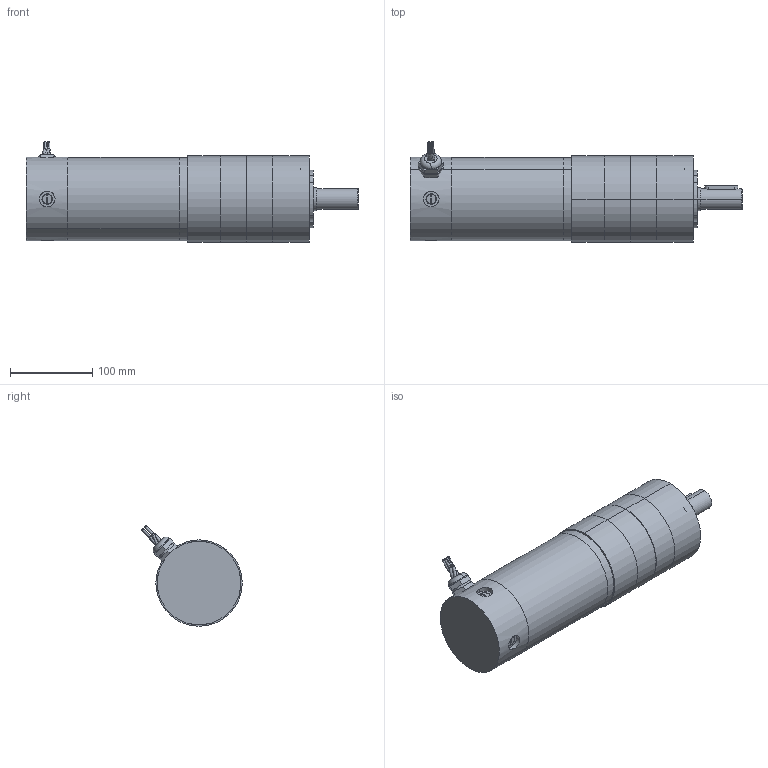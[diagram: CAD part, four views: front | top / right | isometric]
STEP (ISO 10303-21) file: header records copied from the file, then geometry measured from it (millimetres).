
FILE_DESCRIPTION (( 'STEP AP203' ), '1' );
FILE_NAME ('S40-775LKE-NRS_GP105-L2.step', '2025-06-24T20:08:12', ( '' ), ( '' ), 'SwSTEP 2.0', 'SolidWorks 2017', '' );
FILE_SCHEMA (( 'CONFIG_CONTROL_DESIGN' ));
Length unit declared in the file: millimetre
Products named in the file (1): S40-775LKE-NRS_GP105-L2
Bounding box: 403.52 x 122.18 x 122.18 mm (x, y, z)
Volume: 2920673.3 mm3; surface area: 250066.6 mm2
Topology: 17 solids, 17 shells, 816 faces, 1861 edges, 1120 vertices
Faces by surface type: cone 299, cylinder 297, plane 189, torus 23, bspline 8
Entity records: 23911 total; most frequent: CARTESIAN_POINT 4890, DIRECTION 4390, ORIENTED_EDGE 3686, EDGE_CURVE 1843, AXIS2_PLACEMENT_3D 1770, VERTEX_POINT 1120, CIRCLE 961, EDGE_LOOP 895
